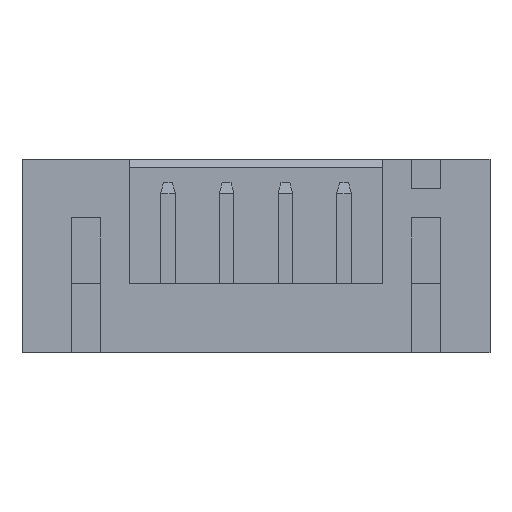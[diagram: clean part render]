
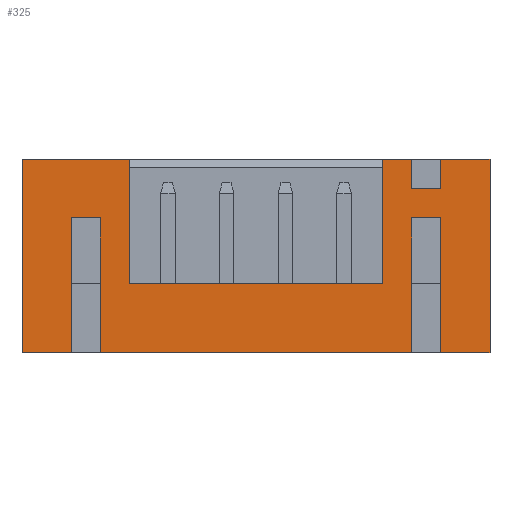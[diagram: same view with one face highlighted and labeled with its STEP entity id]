
A CAD part, front view. The second image highlights one B-rep face of the part: STEP entity #325.
In plain terms, the highlighted planar face has unit normal (0, -1, 0).
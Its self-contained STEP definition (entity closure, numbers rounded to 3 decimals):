
#325=ADVANCED_FACE('',(#2510),#2512,.T.);
#2510=FACE_BOUND('',#2511,.T.);
#2511=EDGE_LOOP('',(#4225,#4226,#4227,#4228,#4229,#4230,#4231,#4232,#4233,#4234,
#4235,#4236,#4237,#4238,#4239,#4240,#4241,#4242,#4243,#4244));
#2512=PLANE('',#2513);
#2513=AXIS2_PLACEMENT_3D('',#2514,#2515,#2516);
#2514=CARTESIAN_POINT('',(-1.,-1.9,0.));
#2515=DIRECTION('',(0.,-1.,0.));
#2516=DIRECTION('',(1.,0.,0.));
#4225=ORIENTED_EDGE('',*,*,#5439,.T.);
#4226=ORIENTED_EDGE('',*,*,#5440,.T.);
#4227=ORIENTED_EDGE('',*,*,#5441,.T.);
#4228=ORIENTED_EDGE('',*,*,#5442,.F.);
#4229=ORIENTED_EDGE('',*,*,#5443,.T.);
#4230=ORIENTED_EDGE('',*,*,#5444,.T.);
#4231=ORIENTED_EDGE('',*,*,#5445,.T.);
#4232=ORIENTED_EDGE('',*,*,#5446,.F.);
#4233=ORIENTED_EDGE('',*,*,#5447,.F.);
#4234=ORIENTED_EDGE('',*,*,#5448,.T.);
#4235=ORIENTED_EDGE('',*,*,#5449,.T.);
#4236=ORIENTED_EDGE('',*,*,#5450,.T.);
#4237=ORIENTED_EDGE('',*,*,#5451,.T.);
#4238=ORIENTED_EDGE('',*,*,#5452,.T.);
#4239=ORIENTED_EDGE('',*,*,#5453,.T.);
#4240=ORIENTED_EDGE('',*,*,#5454,.T.);
#4241=ORIENTED_EDGE('',*,*,#5455,.T.);
#4242=ORIENTED_EDGE('',*,*,#5456,.T.);
#4243=ORIENTED_EDGE('',*,*,#5457,.T.);
#4244=ORIENTED_EDGE('',*,*,#5458,.F.);
#5439=EDGE_CURVE('',#6130,#6131,#6132,.F.);
#5440=EDGE_CURVE('',#6131,#6133,#6134,.F.);
#5441=EDGE_CURVE('',#6133,#6135,#6136,.F.);
#5442=EDGE_CURVE('',#6137,#6135,#6138,.T.);
#5443=EDGE_CURVE('',#6137,#6139,#6140,.F.);
#5444=EDGE_CURVE('',#6139,#6141,#6142,.F.);
#5445=EDGE_CURVE('',#6141,#6143,#6144,.F.);
#5446=EDGE_CURVE('',#6145,#6143,#6146,.T.);
#5447=EDGE_CURVE('',#6147,#6145,#6148,.T.);
#5448=EDGE_CURVE('',#6147,#6149,#6150,.T.);
#5449=EDGE_CURVE('',#6149,#6151,#6152,.F.);
#5450=EDGE_CURVE('',#6151,#6153,#6154,.F.);
#5451=EDGE_CURVE('',#6153,#6155,#6156,.F.);
#5452=EDGE_CURVE('',#6155,#6157,#6158,.T.);
#5453=EDGE_CURVE('',#6157,#6159,#6160,.F.);
#5454=EDGE_CURVE('',#6159,#6161,#6162,.F.);
#5455=EDGE_CURVE('',#6161,#6163,#6164,.F.);
#5456=EDGE_CURVE('',#6163,#6165,#6166,.T.);
#5457=EDGE_CURVE('',#6165,#6167,#6168,.T.);
#5458=EDGE_CURVE('',#6130,#6167,#6169,.T.);
#6130=VERTEX_POINT('',#7333);
#6131=VERTEX_POINT('',#7334);
#6132=LINE('',#7335,#7336);
#6133=VERTEX_POINT('',#7338);
#6134=LINE('',#7339,#7340);
#6135=VERTEX_POINT('',#7342);
#6136=LINE('',#7343,#7344);
#6137=VERTEX_POINT('',#7346);
#6138=LINE('',#7347,#7348);
#6139=VERTEX_POINT('',#7350);
#6140=LINE('',#7351,#7352);
#6141=VERTEX_POINT('',#7354);
#6142=LINE('',#7355,#7356);
#6143=VERTEX_POINT('',#7358);
#6144=LINE('',#7359,#7360);
#6145=VERTEX_POINT('',#7362);
#6146=LINE('',#7363,#7364);
#6147=VERTEX_POINT('',#7366);
#6148=LINE('',#7367,#7368);
#6149=VERTEX_POINT('',#7370);
#6150=LINE('',#7371,#7372);
#6151=VERTEX_POINT('',#7374);
#6152=LINE('',#7375,#7376);
#6153=VERTEX_POINT('',#7378);
#6154=LINE('',#7379,#7380);
#6155=VERTEX_POINT('',#7382);
#6156=LINE('',#7383,#7384);
#6157=VERTEX_POINT('',#7386);
#6158=LINE('',#7387,#7388);
#6159=VERTEX_POINT('',#7390);
#6160=LINE('',#7391,#7392);
#6161=VERTEX_POINT('',#7394);
#6162=LINE('',#7395,#7396);
#6163=VERTEX_POINT('',#7398);
#6164=LINE('',#7399,#7400);
#6165=VERTEX_POINT('',#7402);
#6166=LINE('',#7403,#7404);
#6167=VERTEX_POINT('',#7406);
#6168=LINE('',#7407,#7408);
#6169=LINE('',#7410,#7411);
#7333=CARTESIAN_POINT('',(11.3,-1.9,6.6));
#7334=CARTESIAN_POINT('',(11.3,-1.9,5.6));
#7335=CARTESIAN_POINT('',(11.3,-1.9,5.6));
#7336=VECTOR('',#7337,1.);
#7337=DIRECTION('',(0.,0.,1.));
#7338=CARTESIAN_POINT('',(10.3,-1.9,5.6));
#7339=CARTESIAN_POINT('',(10.3,-1.9,5.6));
#7340=VECTOR('',#7341,1.);
#7341=DIRECTION('',(1.,0.,0.));
#7342=CARTESIAN_POINT('',(10.3,-1.9,6.6));
#7343=CARTESIAN_POINT('',(10.3,-1.9,6.6));
#7344=VECTOR('',#7345,1.);
#7345=DIRECTION('',(0.,0.,-1.));
#7346=CARTESIAN_POINT('',(9.3,-1.9,6.6));
#7347=CARTESIAN_POINT('',(9.3,-1.9,6.6));
#7348=VECTOR('',#7349,1.);
#7349=DIRECTION('',(1.,0.,0.));
#7350=CARTESIAN_POINT('',(9.3,-1.9,2.35));
#7351=CARTESIAN_POINT('',(9.3,-1.9,2.35));
#7352=VECTOR('',#7353,1.);
#7353=DIRECTION('',(0.,0.,1.));
#7354=CARTESIAN_POINT('',(0.7,-1.9,2.35));
#7355=CARTESIAN_POINT('',(0.7,-1.9,2.35));
#7356=VECTOR('',#7357,1.);
#7357=DIRECTION('',(1.,0.,0.));
#7358=CARTESIAN_POINT('',(0.7,-1.9,6.6));
#7359=CARTESIAN_POINT('',(0.7,-1.9,6.6));
#7360=VECTOR('',#7361,1.);
#7361=DIRECTION('',(0.,0.,-1.));
#7362=CARTESIAN_POINT('',(-2.975,-1.9,6.6));
#7363=CARTESIAN_POINT('',(-2.975,-1.9,6.6));
#7364=VECTOR('',#7365,1.);
#7365=DIRECTION('',(1.,0.,0.));
#7366=CARTESIAN_POINT('',(-2.975,-1.9,0.));
#7367=CARTESIAN_POINT('',(-2.975,-1.9,0.));
#7368=VECTOR('',#7369,1.);
#7369=DIRECTION('',(0.,0.,1.));
#7370=CARTESIAN_POINT('',(-1.3,-1.9,0.));
#7371=CARTESIAN_POINT('',(-2.975,-1.9,0.));
#7372=VECTOR('',#7373,1.);
#7373=DIRECTION('',(1.,0.,0.));
#7374=CARTESIAN_POINT('',(-1.3,-1.9,4.6));
#7375=CARTESIAN_POINT('',(-1.3,-1.9,4.6));
#7376=VECTOR('',#7377,1.);
#7377=DIRECTION('',(0.,0.,-1.));
#7378=CARTESIAN_POINT('',(-0.3,-1.9,4.6));
#7379=CARTESIAN_POINT('',(-0.3,-1.9,4.6));
#7380=VECTOR('',#7381,1.);
#7381=DIRECTION('',(-1.,0.,0.));
#7382=CARTESIAN_POINT('',(-0.3,-1.9,0.));
#7383=CARTESIAN_POINT('',(-0.3,-1.9,0.));
#7384=VECTOR('',#7385,1.);
#7385=DIRECTION('',(0.,0.,1.));
#7386=CARTESIAN_POINT('',(10.3,-1.9,0.));
#7387=CARTESIAN_POINT('',(-0.3,-1.9,0.));
#7388=VECTOR('',#7389,1.);
#7389=DIRECTION('',(1.,0.,0.));
#7390=CARTESIAN_POINT('',(10.3,-1.9,4.6));
#7391=CARTESIAN_POINT('',(10.3,-1.9,4.6));
#7392=VECTOR('',#7393,1.);
#7393=DIRECTION('',(0.,0.,-1.));
#7394=CARTESIAN_POINT('',(11.3,-1.9,4.6));
#7395=CARTESIAN_POINT('',(11.3,-1.9,4.6));
#7396=VECTOR('',#7397,1.);
#7397=DIRECTION('',(-1.,0.,0.));
#7398=CARTESIAN_POINT('',(11.3,-1.9,0.));
#7399=CARTESIAN_POINT('',(11.3,-1.9,0.));
#7400=VECTOR('',#7401,1.);
#7401=DIRECTION('',(0.,0.,1.));
#7402=CARTESIAN_POINT('',(12.975,-1.9,0.));
#7403=CARTESIAN_POINT('',(11.3,-1.9,0.));
#7404=VECTOR('',#7405,1.);
#7405=DIRECTION('',(1.,0.,0.));
#7406=CARTESIAN_POINT('',(12.975,-1.9,6.6));
#7407=CARTESIAN_POINT('',(12.975,-1.9,0.));
#7408=VECTOR('',#7409,1.);
#7409=DIRECTION('',(0.,0.,1.));
#7410=CARTESIAN_POINT('',(11.3,-1.9,6.6));
#7411=VECTOR('',#7412,1.);
#7412=DIRECTION('',(1.,0.,0.));
